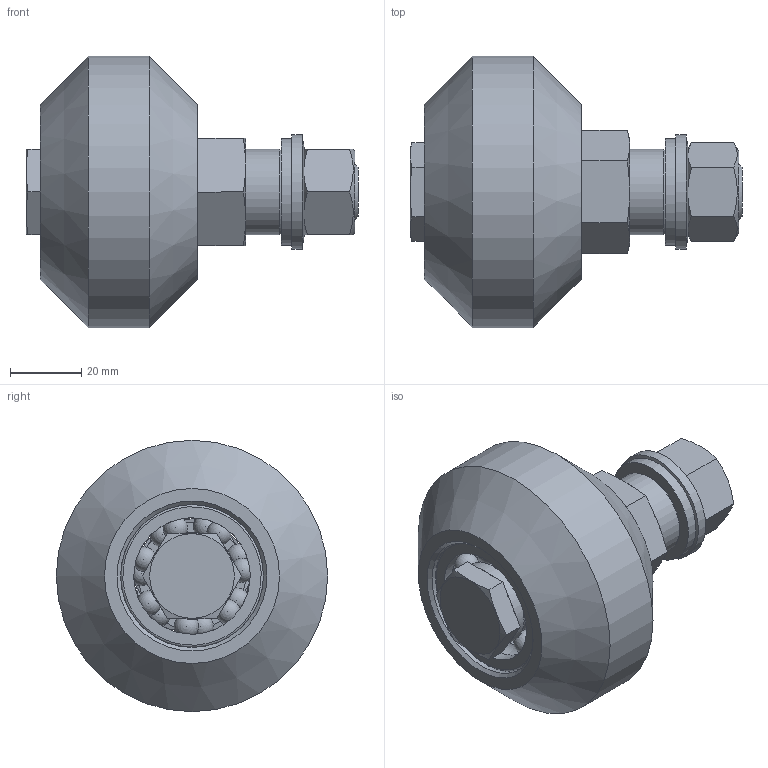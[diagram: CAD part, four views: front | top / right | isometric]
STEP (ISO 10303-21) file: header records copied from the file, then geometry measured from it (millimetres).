
FILE_DESCRIPTION(/* description */ ('RUOTA PRISM. D.76 ANG.90° CONCENTRICA'),/* implementation_level */ '2;1');
FILE_NAME(/* name */ 'GRUGD0000080.stp',/* time_stamp */ '2022-07-29T08:27:33+02:00',/* author */ ('tecnico3.vi'),/* organization */ (''),/* preprocessor_version */ 'ST-DEVELOPER v18.1',/* originating_system */ 'Autodesk Inventor 2022',/* authorisation */ '');
FILE_SCHEMA (('AUTOMOTIVE_DESIGN { 1 0 10303 214 3 1 1 }'));
Length unit declared in the file: millimetre
Products named in the file (9): GRUGD0000080; DPERO0000033 (23.203.00); 25.566.00; 25.565.00; 25.524.00; 23.206.00; GRUGD0000071; DBOXX0000032 (23.204.00); CCUSE0000058
Assembly tree (9 placements, depth 2):
  GRUGD0000080
    DPERO0000033 (23.203.00)
    25.566.00
    25.565.00
    25.524.00
    23.206.00
    GRUGD0000071
    DBOXX0000032 (23.204.00)
    CCUSE0000058  x2
Bounding box: 93 x 76 x 76 mm (x, y, z)
Volume: 171319.2 mm3; surface area: 50443.8 mm2
Topology: 9 solids, 9 shells, 334 faces, 999 edges, 663 vertices
Faces by surface type: plane 224, torus 36, cone 32, cylinder 28, sphere 14
Full cylindrical faces by diameter (mm): 13.835 x1, 16 x2, 16.4 x1, 17 x4, 17.3 x1, 22 x1, 24 x2, 24.36 x4, 30 x1, 32 x1, 32.64 x4, 33 x1, 40 x4, 76 x1
Entity records: 10753 total; most frequent: CARTESIAN_POINT 2806, ORIENTED_EDGE 1700, DIRECTION 1580, EDGE_CURVE 850, AXIS2_PLACEMENT_3D 631, VERTEX_POINT 573, EDGE_LOOP 333, LINE 318
